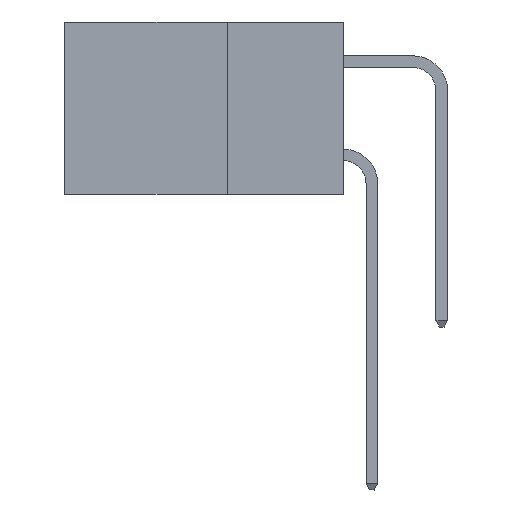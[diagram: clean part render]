
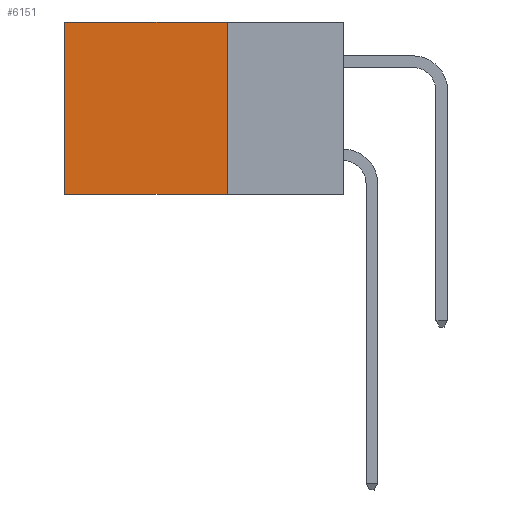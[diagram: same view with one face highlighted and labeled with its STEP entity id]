
A CAD part, left-side view. The second image highlights one B-rep face of the part: STEP entity #6151.
In plain terms, the highlighted planar face has unit normal (-1, 0, 0).
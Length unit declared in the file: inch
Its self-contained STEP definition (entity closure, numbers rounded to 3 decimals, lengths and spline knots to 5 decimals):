
#397 = CARTESIAN_POINT ( 'NONE',  ( 0.298, 0.25, 0. ) ) ;
#819 = VECTOR ( 'NONE', #1368, 39.37008 ) ;
#917 = ORIENTED_EDGE ( 'NONE', *, *, #4091, .F. ) ;
#1034 = DIRECTION ( 'NONE',  ( 0., 0., -1. ) ) ;
#1068 = CARTESIAN_POINT ( 'NONE',  ( 0.298, 0.25, -0.37 ) ) ;
#1071 = DIRECTION ( 'NONE',  ( 1., 0., 0. ) ) ;
#1368 = DIRECTION ( 'NONE',  ( 0., 0., -1. ) ) ;
#1676 = LINE ( 'NONE', #11239, #819 ) ;
#3685 = FACE_OUTER_BOUND ( 'NONE', #11586, .T. ) ;
#3932 = VERTEX_POINT ( 'NONE', #6039 ) ;
#4091 = EDGE_CURVE ( 'NONE', #3932, #10583, #5029, .T. ) ;
#4185 = AXIS2_PLACEMENT_3D ( 'NONE', #7295, #1071, #1034 ) ;
#4951 = VECTOR ( 'NONE', #7703, 39.37008 ) ;
#5029 = LINE ( 'NONE', #397, #6587 ) ;
#5463 = PLANE ( 'NONE',  #4185 ) ;
#6039 = CARTESIAN_POINT ( 'NONE',  ( 0.298, 0.25, 0. ) ) ;
#6118 = CARTESIAN_POINT ( 'NONE',  ( 0.298, 0.6, -0.37 ) ) ;
#6151 = ADVANCED_FACE ( 'NONE', ( #3685 ), #5463, .F. ) ;
#6353 = ORIENTED_EDGE ( 'NONE', *, *, #7124, .T. ) ;
#6587 = VECTOR ( 'NONE', #6864, 39.37008 ) ;
#6864 = DIRECTION ( 'NONE',  ( 0., 0., -1. ) ) ;
#7059 = EDGE_CURVE ( 'NONE', #3932, #7543, #10374, .T. ) ;
#7124 = EDGE_CURVE ( 'NONE', #7543, #11407, #1676, .T. ) ;
#7295 = CARTESIAN_POINT ( 'NONE',  ( 0.298, 0.25, 0. ) ) ;
#7543 = VERTEX_POINT ( 'NONE', #8100 ) ;
#7703 = DIRECTION ( 'NONE',  ( 0., 1., 0. ) ) ;
#7912 = ORIENTED_EDGE ( 'NONE', *, *, #7059, .T. ) ;
#8100 = CARTESIAN_POINT ( 'NONE',  ( 0.298, 0.6, 0. ) ) ;
#8510 = LINE ( 'NONE', #9476, #4951 ) ;
#9476 = CARTESIAN_POINT ( 'NONE',  ( 0.298, 0.25, -0.37 ) ) ;
#9709 = ORIENTED_EDGE ( 'NONE', *, *, #10064, .F. ) ;
#9934 = VECTOR ( 'NONE', #10106, 39.37008 ) ;
#10064 = EDGE_CURVE ( 'NONE', #10583, #11407, #8510, .T. ) ;
#10071 = CARTESIAN_POINT ( 'NONE',  ( 0.298, 0.25, 0. ) ) ;
#10106 = DIRECTION ( 'NONE',  ( 0., 1., 0. ) ) ;
#10374 = LINE ( 'NONE', #10071, #9934 ) ;
#10583 = VERTEX_POINT ( 'NONE', #1068 ) ;
#11239 = CARTESIAN_POINT ( 'NONE',  ( 0.298, 0.6, 0. ) ) ;
#11407 = VERTEX_POINT ( 'NONE', #6118 ) ;
#11586 = EDGE_LOOP ( 'NONE', ( #6353, #9709, #917, #7912 ) ) ;
